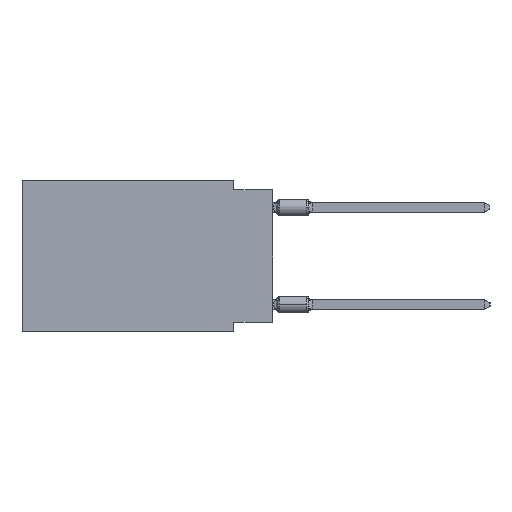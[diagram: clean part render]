
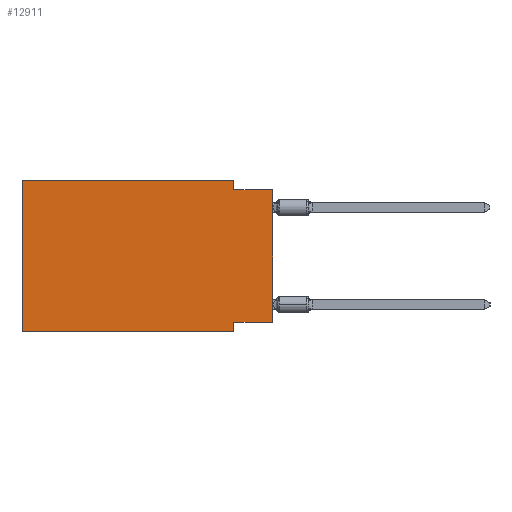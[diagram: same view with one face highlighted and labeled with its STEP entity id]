
A CAD part, left-side view. The second image highlights one B-rep face of the part: STEP entity #12911.
In plain terms, the highlighted planar face has unit normal (-1, 0, 0).
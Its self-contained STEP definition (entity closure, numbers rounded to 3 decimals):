
#488 = LINE ( 'NONE', #36904, #16282 ) ;
#675 = EDGE_CURVE ( 'NONE', #31211, #35513, #1120, .T. ) ;
#701 = ORIENTED_EDGE ( 'NONE', *, *, #2642, .F. ) ;
#738 = EDGE_CURVE ( 'NONE', #9548, #31211, #2801, .T. ) ;
#1059 = ORIENTED_EDGE ( 'NONE', *, *, #40305, .T. ) ;
#1120 = LINE ( 'NONE', #31192, #4520 ) ;
#2642 = EDGE_CURVE ( 'NONE', #26238, #22278, #27679, .T. ) ;
#2801 = LINE ( 'NONE', #25344, #16918 ) ;
#2894 = EDGE_CURVE ( 'NONE', #21302, #26238, #488, .T. ) ;
#3465 = CARTESIAN_POINT ( 'NONE',  ( 0., 16.383, 0. ) ) ;
#3966 = CARTESIAN_POINT ( 'NONE',  ( 0., 16.383, 0. ) ) ;
#4387 = CARTESIAN_POINT ( 'NONE',  ( 0., 2.54, 0. ) ) ;
#4520 = VECTOR ( 'NONE', #20018, 1000. ) ;
#5612 = DIRECTION ( 'NONE',  ( 0., -1., 0. ) ) ;
#6036 = ORIENTED_EDGE ( 'NONE', *, *, #738, .F. ) ;
#6062 = CARTESIAN_POINT ( 'NONE',  ( 0., 0., -0.635 ) ) ;
#7212 = VECTOR ( 'NONE', #43811, 1000. ) ;
#7575 = PLANE ( 'NONE',  #28330 ) ;
#8356 = EDGE_LOOP ( 'NONE', ( #37350, #18210, #29807, #701, #41713, #1059, #11420, #6036 ) ) ;
#8515 = VECTOR ( 'NONE', #5612, 1000. ) ;
#9548 = VERTEX_POINT ( 'NONE', #32091 ) ;
#9715 = LINE ( 'NONE', #6062, #24979 ) ;
#10730 = FACE_OUTER_BOUND ( 'NONE', #8356, .T. ) ;
#10885 = VECTOR ( 'NONE', #32806, 1000. ) ;
#11420 = ORIENTED_EDGE ( 'NONE', *, *, #675, .F. ) ;
#12911 = ADVANCED_FACE ( 'NONE', ( #10730 ), #7575, .F. ) ;
#13819 = DIRECTION ( 'NONE',  ( 0., -1., 0. ) ) ;
#14124 = VECTOR ( 'NONE', #24287, 1000. ) ;
#15325 = DIRECTION ( 'NONE',  ( 0., 0., -1. ) ) ;
#16282 = VECTOR ( 'NONE', #26407, 1000. ) ;
#16918 = VECTOR ( 'NONE', #43567, 1000. ) ;
#17983 = LINE ( 'NONE', #21865, #10885 ) ;
#18210 = ORIENTED_EDGE ( 'NONE', *, *, #43610, .F. ) ;
#20018 = DIRECTION ( 'NONE',  ( 0., 0., -1. ) ) ;
#21302 = VERTEX_POINT ( 'NONE', #39057 ) ;
#21865 = CARTESIAN_POINT ( 'NONE',  ( 0., 0., 0. ) ) ;
#22278 = VERTEX_POINT ( 'NONE', #4387 ) ;
#22349 = DIRECTION ( 'NONE',  ( 1., 0., 0. ) ) ;
#24287 = DIRECTION ( 'NONE',  ( 0., -1., 0. ) ) ;
#24819 = LINE ( 'NONE', #32374, #7212 ) ;
#24979 = VECTOR ( 'NONE', #13819, 1000. ) ;
#25344 = CARTESIAN_POINT ( 'NONE',  ( 0., 0., -9.271 ) ) ;
#26238 = VERTEX_POINT ( 'NONE', #3966 ) ;
#26407 = DIRECTION ( 'NONE',  ( 0., 0., 1. ) ) ;
#27679 = LINE ( 'NONE', #42507, #8515 ) ;
#28330 = AXIS2_PLACEMENT_3D ( 'NONE', #3465, #22349, #15325 ) ;
#28407 = CARTESIAN_POINT ( 'NONE',  ( 0., 16.383, -9.906 ) ) ;
#28976 = CARTESIAN_POINT ( 'NONE',  ( 0., 0., -0.635 ) ) ;
#29063 = VERTEX_POINT ( 'NONE', #28976 ) ;
#29807 = ORIENTED_EDGE ( 'NONE', *, *, #44121, .F. ) ;
#31192 = CARTESIAN_POINT ( 'NONE',  ( 0., 2.54, -9.906 ) ) ;
#31211 = VERTEX_POINT ( 'NONE', #44885 ) ;
#32091 = CARTESIAN_POINT ( 'NONE',  ( 0., 0., -9.271 ) ) ;
#32374 = CARTESIAN_POINT ( 'NONE',  ( 0., 2.54, 0. ) ) ;
#32806 = DIRECTION ( 'NONE',  ( 0., 0., 1. ) ) ;
#35513 = VERTEX_POINT ( 'NONE', #45036 ) ;
#36904 = CARTESIAN_POINT ( 'NONE',  ( 0., 16.383, 0. ) ) ;
#37350 = ORIENTED_EDGE ( 'NONE', *, *, #45778, .T. ) ;
#38856 = VERTEX_POINT ( 'NONE', #45931 ) ;
#39057 = CARTESIAN_POINT ( 'NONE',  ( 0., 16.383, -9.906 ) ) ;
#40305 = EDGE_CURVE ( 'NONE', #21302, #35513, #46894, .T. ) ;
#41713 = ORIENTED_EDGE ( 'NONE', *, *, #2894, .F. ) ;
#42507 = CARTESIAN_POINT ( 'NONE',  ( 0., 16.383, 0. ) ) ;
#43567 = DIRECTION ( 'NONE',  ( 0., 1., 0. ) ) ;
#43610 = EDGE_CURVE ( 'NONE', #38856, #29063, #9715, .T. ) ;
#43811 = DIRECTION ( 'NONE',  ( 0., 0., -1. ) ) ;
#44121 = EDGE_CURVE ( 'NONE', #22278, #38856, #24819, .T. ) ;
#44885 = CARTESIAN_POINT ( 'NONE',  ( 0., 2.54, -9.271 ) ) ;
#45036 = CARTESIAN_POINT ( 'NONE',  ( 0., 2.54, -9.906 ) ) ;
#45778 = EDGE_CURVE ( 'NONE', #9548, #29063, #17983, .T. ) ;
#45931 = CARTESIAN_POINT ( 'NONE',  ( 0., 2.54, -0.635 ) ) ;
#46894 = LINE ( 'NONE', #28407, #14124 ) ;
